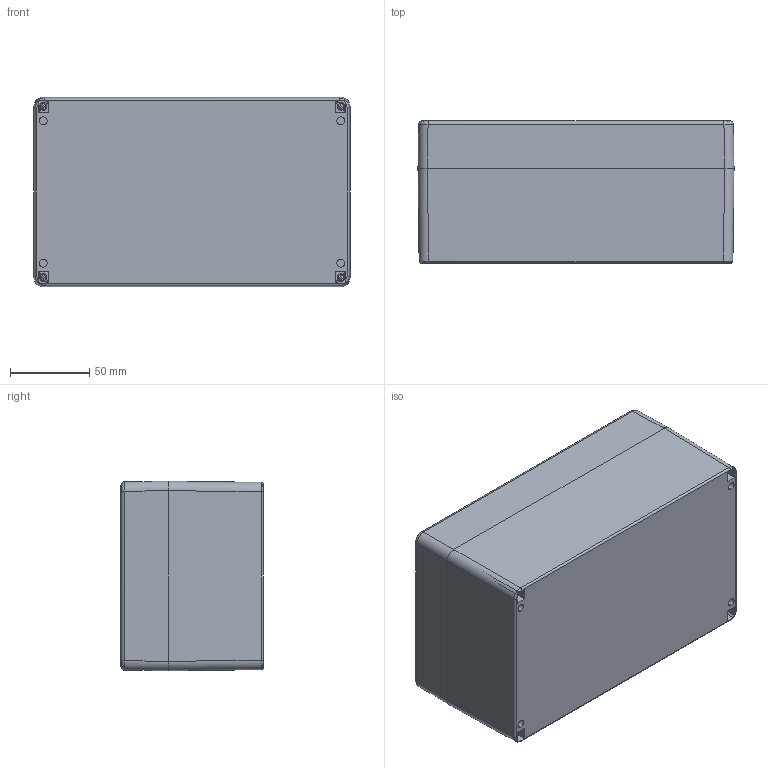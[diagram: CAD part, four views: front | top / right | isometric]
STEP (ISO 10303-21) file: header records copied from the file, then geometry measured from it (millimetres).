
FILE_DESCRIPTION (( 'STEP AP214' ), '1' );
FILE_NAME ('2366-2012-09-00.step', '2023-11-08T07:14:29', ( '' ), ( '' ), 'SwSTEP 2.0', 'SolidWorks 2019', '' );
FILE_SCHEMA (( 'AUTOMOTIVE_DESIGN' ));
Length unit declared in the file: millimetre
Products named in the file (5): Unterteil^2366-2012-09-00; Deckel^2366-2012-09-00; Deckelschraube_3,5x29,5; 2366-2012-09-00
Assembly tree (7 placements, depth 3):
  2366-2012-09-00
    2366-2012-09-00
      Deckelschraube_3,5x29,5  x4
      Unterteil^2366-2012-09-00
      Deckel^2366-2012-09-00
Bounding box: 200 x 90 x 120 mm (x, y, z)
Volume: 345731.5 mm3; surface area: 228102.1 mm2
Topology: 10 solids, 10 shells, 661 faces, 1744 edges, 1124 vertices
Faces by surface type: plane 305, cylinder 192, cone 92, bspline 48, sphere 16, torus 8
Entity records: 20238 total; most frequent: CARTESIAN_POINT 7624, ORIENTED_EDGE 2506, DIRECTION 2397, EDGE_CURVE 1253, AXIS2_PLACEMENT_3D 891, VERTEX_POINT 823, VECTOR 615, LINE 615
